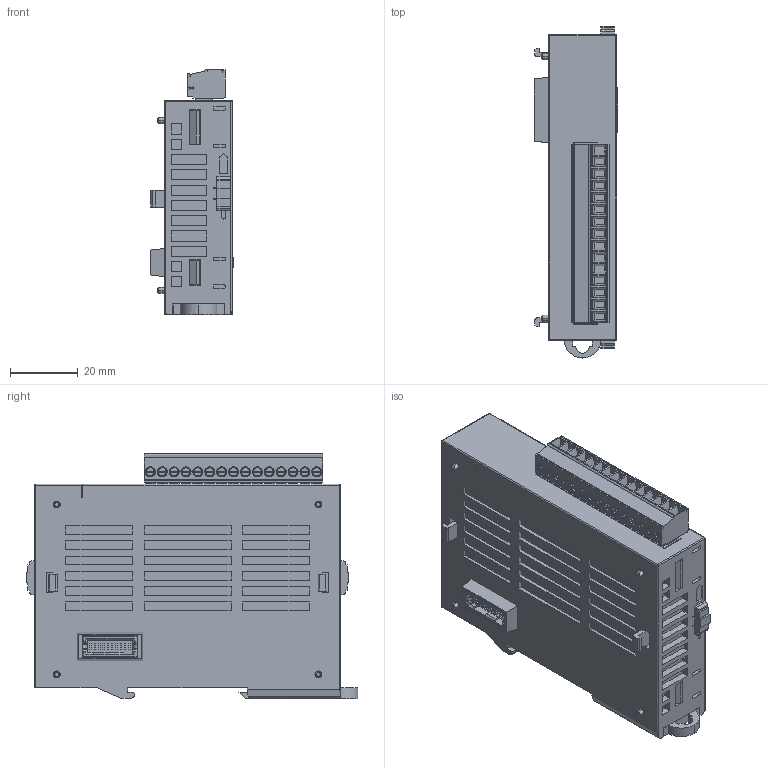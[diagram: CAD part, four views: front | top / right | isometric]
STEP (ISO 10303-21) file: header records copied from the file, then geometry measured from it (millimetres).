
FILE_DESCRIPTION (( 'STEP AP214' ), '1' );
FILE_NAME ('XBF-RD04A nc din clip 6 bad faces cut1 coord fxt.STEP', '2023-07-17T17:37:01', ( '' ), ( '' ), 'SwSTEP 2.0', 'SolidWorks 2021', '' );
FILE_SCHEMA (( 'AUTOMOTIVE_DESIGN' ));
Length unit declared in the file: inch
Products named in the file (1): XBF-RD04A nc din clip 6 bad faces cut1 coord fxt
Bounding box: 24.53 x 97.63 x 72.1 mm (x, y, z)
Volume: 109083.2 mm3; surface area: 31086 mm2
Topology: 1 solids, 30 shells, 2818 faces, 7644 edges, 4926 vertices
Faces by surface type: plane 1979, cylinder 581, cone 147, bspline 95, torus 16
Entity records: 94358 total; most frequent: CARTESIAN_POINT 23880, ORIENTED_EDGE 15270, DIRECTION 13603, EDGE_CURVE 7635, LINE 5677, VECTOR 5677, VERTEX_POINT 4926, AXIS2_PLACEMENT_3D 3963
